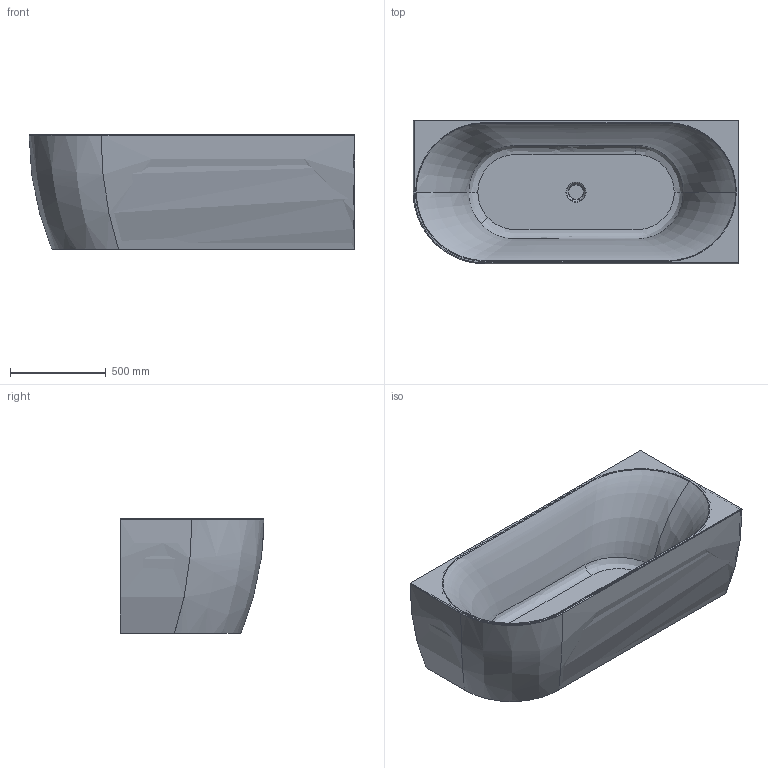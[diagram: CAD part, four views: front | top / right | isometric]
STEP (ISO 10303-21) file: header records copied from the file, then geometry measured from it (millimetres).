
FILE_DESCRIPTION(/* description */ (''),/* implementation_level */ '2;1');
FILE_NAME(/* name */ 'HY617R-1700X750X600.stp',/* time_stamp */ '2020-06-27T17:03:29+08:00',/* author */ (''),/* organization */ (''),/* preprocessor_version */ 'ST-DEVELOPER v16',/* originating_system */ 'SIEMENS PLM Software NX 10.0',/* authorisation */ '');
FILE_SCHEMA (('AUTOMOTIVE_DESIGN { 1 0 10303 214 3 1 1 1 }'));
Length unit declared in the file: millimetre
Products named in the file (1): admi02AC5007ku7b
Bounding box: 1699.99 x 749.99 x 600 mm (x, y, z)
Volume: 28488227.6 mm3; surface area: 7278134.4 mm2
Topology: 1 solids, 1 shells, 42 faces, 101 edges, 64 vertices
Faces by surface type: bspline 19, plane 11, cylinder 4, torus 4, extrusion 2, cone 2
Entity records: 17816 total; most frequent: CARTESIAN_POINT 16984, ORIENTED_EDGE 186, DIRECTION 117, EDGE_CURVE 93, VERTEX_POINT 62, EDGE_LOOP 51, B_SPLINE_CURVE_WITH_KNOTS 49, AXIS2_PLACEMENT_3D 47
